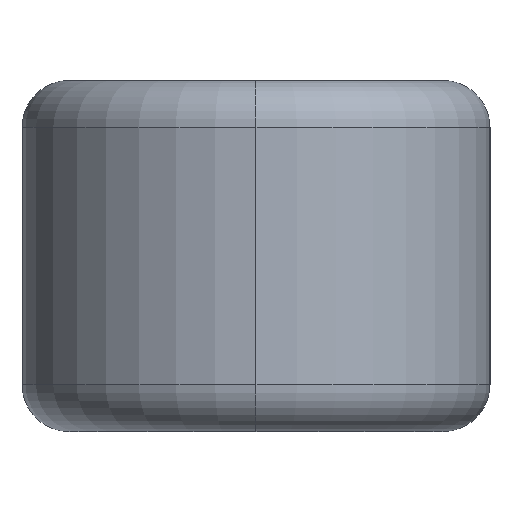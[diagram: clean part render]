
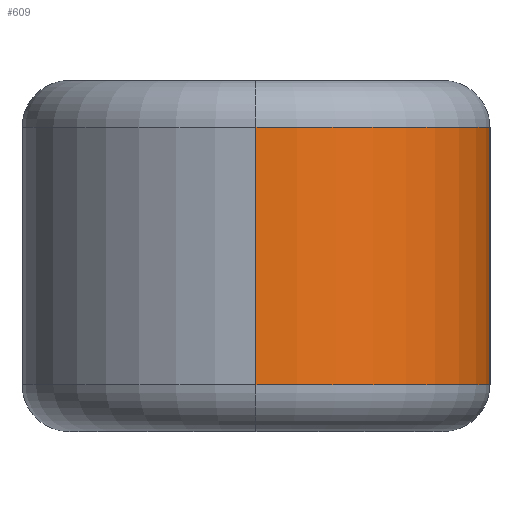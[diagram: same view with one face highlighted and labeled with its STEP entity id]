
A CAD part, left-side view. The second image highlights one B-rep face of the part: STEP entity #609.
In plain terms, the highlighted cylindrical face has radius 4 mm (diameter 8 mm), a partial arc.
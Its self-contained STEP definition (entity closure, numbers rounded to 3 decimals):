
#68 = ORIENTED_EDGE ( 'NONE', *, *, #1138, .F. ) ;
#77 = DIRECTION ( 'NONE',  ( 0., 0., 1. ) ) ;
#109 = DIRECTION ( 'NONE',  ( 0., 0., -1. ) ) ;
#237 = AXIS2_PLACEMENT_3D ( 'NONE', #565, #77, #551 ) ;
#249 = VERTEX_POINT ( 'NONE', #554 ) ;
#255 = ORIENTED_EDGE ( 'NONE', *, *, #833, .T. ) ;
#260 = CARTESIAN_POINT ( 'NONE',  ( 0., 4., 5.2 ) ) ;
#272 = VERTEX_POINT ( 'NONE', #260 ) ;
#360 = CARTESIAN_POINT ( 'NONE',  ( 4., 4., 3. ) ) ;
#369 = DIRECTION ( 'NONE',  ( -1., 0., 0. ) ) ;
#398 = CARTESIAN_POINT ( 'NONE',  ( 0., 4., 3. ) ) ;
#437 = CARTESIAN_POINT ( 'NONE',  ( 4., 4., 5.2 ) ) ;
#457 = VERTEX_POINT ( 'NONE', #595 ) ;
#471 = EDGE_LOOP ( 'NONE', ( #68, #1205, #593, #255 ) ) ;
#551 = DIRECTION ( 'NONE',  ( -1., 0., 0. ) ) ;
#554 = CARTESIAN_POINT ( 'NONE',  ( 4., 0., 0.8 ) ) ;
#565 = CARTESIAN_POINT ( 'NONE',  ( 4., 4., 0.8 ) ) ;
#585 = VECTOR ( 'NONE', #984, 1000. ) ;
#593 = ORIENTED_EDGE ( 'NONE', *, *, #826, .F. ) ;
#595 = CARTESIAN_POINT ( 'NONE',  ( 4., 0., 5.2 ) ) ;
#609 = ADVANCED_FACE ( 'NONE', ( #844 ), #660, .T. ) ;
#620 = VECTOR ( 'NONE', #1187, 1000. ) ;
#660 = CYLINDRICAL_SURFACE ( 'NONE', #1174, 4. ) ;
#810 = CIRCLE ( 'NONE', #934, 4. ) ;
#822 = VERTEX_POINT ( 'NONE', #1122 ) ;
#826 = EDGE_CURVE ( 'NONE', #457, #249, #1027, .T. ) ;
#833 = EDGE_CURVE ( 'NONE', #457, #272, #810, .T. ) ;
#844 = FACE_OUTER_BOUND ( 'NONE', #471, .T. ) ;
#920 = DIRECTION ( 'NONE',  ( 0., 0., -1. ) ) ;
#934 = AXIS2_PLACEMENT_3D ( 'NONE', #437, #920, #1197 ) ;
#984 = DIRECTION ( 'NONE',  ( 0., 0., 1. ) ) ;
#1027 = LINE ( 'NONE', #1108, #620 ) ;
#1070 = EDGE_CURVE ( 'NONE', #822, #249, #1211, .T. ) ;
#1108 = CARTESIAN_POINT ( 'NONE',  ( 4., 0., 3. ) ) ;
#1122 = CARTESIAN_POINT ( 'NONE',  ( 0., 4., 0.8 ) ) ;
#1138 = EDGE_CURVE ( 'NONE', #822, #272, #1227, .T. ) ;
#1174 = AXIS2_PLACEMENT_3D ( 'NONE', #360, #109, #369 ) ;
#1187 = DIRECTION ( 'NONE',  ( 0., 0., -1. ) ) ;
#1197 = DIRECTION ( 'NONE',  ( 1., 0., 0. ) ) ;
#1205 = ORIENTED_EDGE ( 'NONE', *, *, #1070, .T. ) ;
#1211 = CIRCLE ( 'NONE', #237, 4. ) ;
#1227 = LINE ( 'NONE', #398, #585 ) ;
